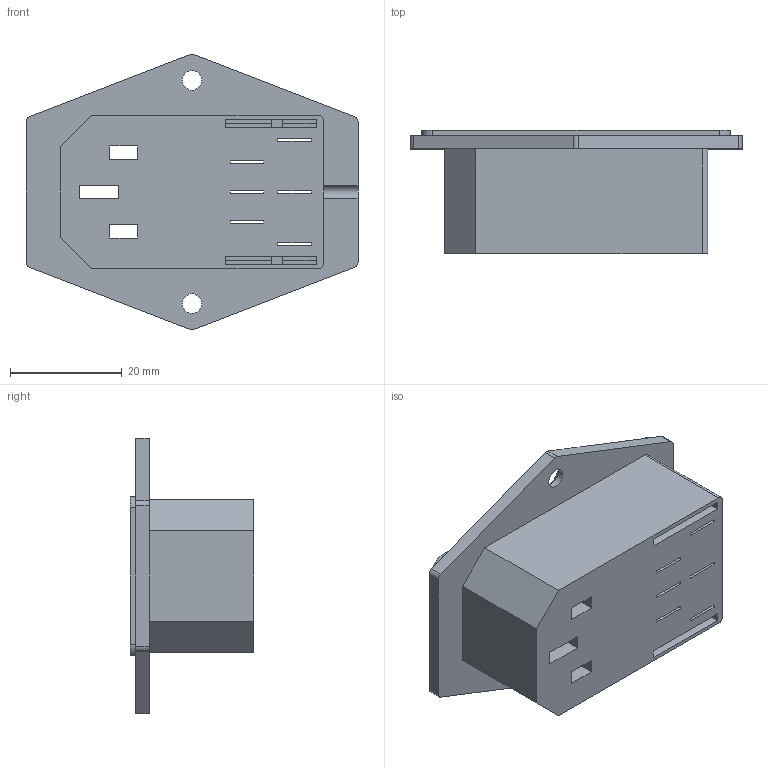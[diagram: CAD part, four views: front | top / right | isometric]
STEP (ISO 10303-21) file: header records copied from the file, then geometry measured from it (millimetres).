
FILE_DESCRIPTION(/* description */ (''),/* implementation_level */ '2;1');
FILE_NAME(/* name */ 'AC-14-F16A.stp',/* time_stamp */ '2021-08-12T17:02:45-07:00',/* author */ ('Andrew'),/* organization */ (''),/* preprocessor_version */ 'ST-DEVELOPER v18.1',/* originating_system */ 'Autodesk Inventor 2021',/* authorisation */ '');
FILE_SCHEMA (('AUTOMOTIVE_DESIGN { 1 0 10303 214 3 1 1 }'));
Length unit declared in the file: millimetre
Products named in the file (1): AC-14-F16A
Bounding box: 59.5 x 22.1 x 49.35 mm (x, y, z)
Volume: 11347.6 mm3; surface area: 13287 mm2
Topology: 1 solids, 1 shells, 223 faces, 690 edges, 460 vertices
Faces by surface type: plane 203, cylinder 18, cone 2
Full cylindrical faces by diameter (mm): 2.5 x2, 3.5 x2
Entity records: 7679 total; most frequent: ORIENTED_EDGE 1380, CARTESIAN_POINT 1374, DIRECTION 1184, EDGE_CURVE 690, LINE 644, VECTOR 644, VERTEX_POINT 460, AXIS2_PLACEMENT_3D 270
